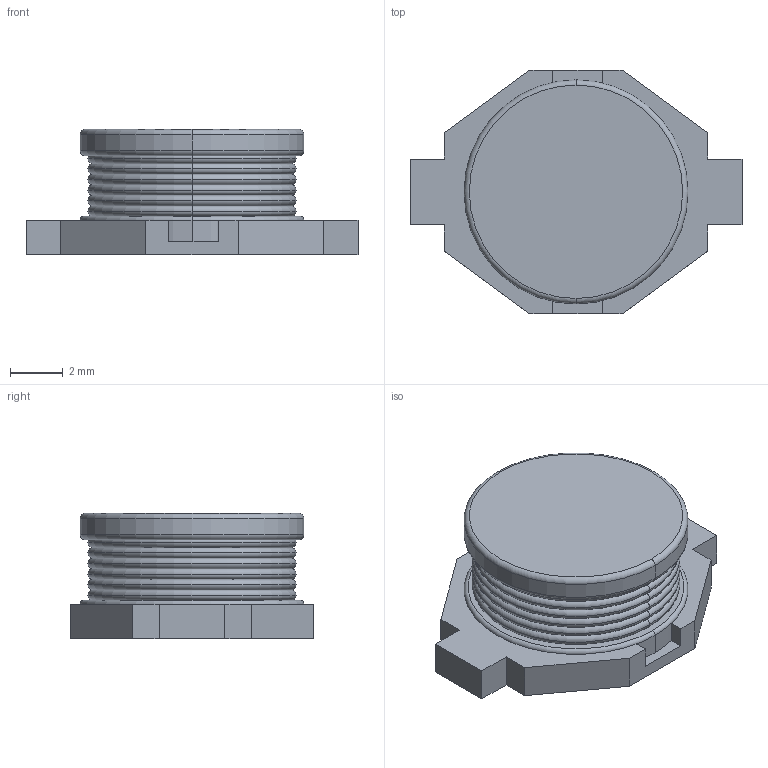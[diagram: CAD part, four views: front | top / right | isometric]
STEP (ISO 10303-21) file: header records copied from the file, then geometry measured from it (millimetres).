
FILE_DESCRIPTION((''),'2;1');
FILE_NAME('IND_PULSE_P0751.stp','2011-06-20T12:51:25',(''),(''),'Mechanical Desktop 2011','Mechanical Desktop 2011',', , ');
FILE_SCHEMA(('AUTOMOTIVE_DESIGN { 1 2 10303 214 1 1 1 1 }'));
Length unit declared in the file: millimetre
Products named in the file (1): Product
Bounding box: 12.6 x 9.25 x 4.75 mm (x, y, z)
Volume: 235 mm3; surface area: 667.5 mm2
Topology: 9 solids, 9 shells, 64 faces, 144 edges, 86 vertices
Faces by surface type: torus 30, plane 26, cylinder 4, bspline 4
Entity records: 1844 total; most frequent: DIRECTION 334, CARTESIAN_POINT 307, ORIENTED_EDGE 288, EDGE_CURVE 144, AXIS2_PLACEMENT_3D 129, VERTEX_POINT 86, VECTOR 76, LINE 76
